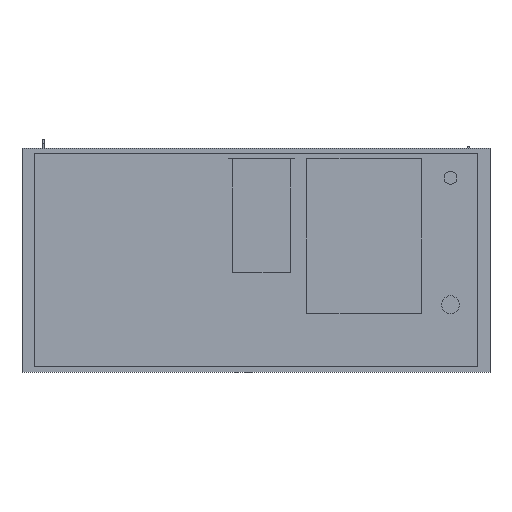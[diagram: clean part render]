
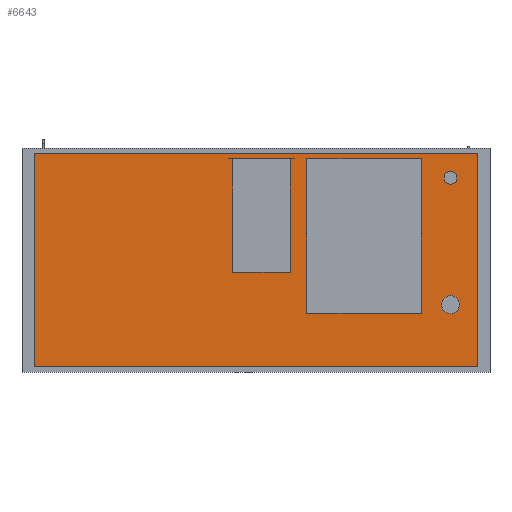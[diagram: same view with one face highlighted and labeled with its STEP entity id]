
A CAD part, front view. The second image highlights one B-rep face of the part: STEP entity #6643.
In plain terms, the highlighted planar face has unit normal (0, -1, 0).
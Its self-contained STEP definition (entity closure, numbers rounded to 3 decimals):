
#108=FACE_BOUND('',#891,.T.);
#109=FACE_BOUND('',#892,.T.);
#129=PLANE('',#7126);
#477=FACE_OUTER_BOUND('',#890,.T.);
#890=EDGE_LOOP('',(#4713,#4714,#4715,#4716));
#891=EDGE_LOOP('',(#4717));
#892=EDGE_LOOP('',(#4718));
#1311=LINE('',#9615,#2129);
#1315=LINE('',#9623,#2133);
#1318=LINE('',#9629,#2136);
#1321=LINE('',#9634,#2139);
#2129=VECTOR('',#7700,10.);
#2133=VECTOR('',#7706,10.);
#2136=VECTOR('',#7711,10.);
#2139=VECTOR('',#7716,10.);
#2934=CIRCLE('',#7110,20.);
#2936=CIRCLE('',#7114,27.5);
#3070=VERTEX_POINT('',#9576);
#3072=VERTEX_POINT('',#9583);
#3081=VERTEX_POINT('',#9613);
#3082=VERTEX_POINT('',#9614);
#3085=VERTEX_POINT('',#9622);
#3087=VERTEX_POINT('',#9628);
#3707=EDGE_CURVE('',#3070,#3070,#2934,.T.);
#3710=EDGE_CURVE('',#3072,#3072,#2936,.T.);
#3723=EDGE_CURVE('',#3081,#3082,#1311,.T.);
#3727=EDGE_CURVE('',#3085,#3081,#1315,.T.);
#3730=EDGE_CURVE('',#3087,#3085,#1318,.T.);
#3733=EDGE_CURVE('',#3082,#3087,#1321,.T.);
#4713=ORIENTED_EDGE('',*,*,#3733,.F.);
#4714=ORIENTED_EDGE('',*,*,#3723,.F.);
#4715=ORIENTED_EDGE('',*,*,#3727,.F.);
#4716=ORIENTED_EDGE('',*,*,#3730,.F.);
#4717=ORIENTED_EDGE('',*,*,#3707,.T.);
#4718=ORIENTED_EDGE('',*,*,#3710,.T.);
#6643=ADVANCED_FACE('',(#477,#108,#109),#129,.F.);
#7110=AXIS2_PLACEMENT_3D('',#9578,#7663,#7664);
#7114=AXIS2_PLACEMENT_3D('',#9585,#7672,#7673);
#7126=AXIS2_PLACEMENT_3D('',#9637,#7720,#7721);
#7663=DIRECTION('center_axis',(0.,1.,0.));
#7664=DIRECTION('ref_axis',(1.,0.,0.));
#7672=DIRECTION('center_axis',(0.,1.,0.));
#7673=DIRECTION('ref_axis',(1.,0.,0.));
#7700=DIRECTION('',(0.,0.,1.));
#7706=DIRECTION('',(-1.,0.,0.));
#7711=DIRECTION('',(0.,0.,-1.));
#7716=DIRECTION('',(1.,0.,0.));
#7720=DIRECTION('center_axis',(0.,1.,0.));
#7721=DIRECTION('ref_axis',(0.,0.,1.));
#9576=CARTESIAN_POINT('',(582.5,0.,255.));
#9578=CARTESIAN_POINT('Origin',(602.5,0.,255.));
#9583=CARTESIAN_POINT('',(575.,0.,-138.));
#9585=CARTESIAN_POINT('Origin',(602.5,0.,-138.));
#9613=CARTESIAN_POINT('',(-687.5,0.,-330.));
#9614=CARTESIAN_POINT('',(-687.5,0.,330.));
#9615=CARTESIAN_POINT('',(-687.5,0.,-330.));
#9622=CARTESIAN_POINT('',(687.5,0.,-330.));
#9623=CARTESIAN_POINT('',(687.5,0.,-330.));
#9628=CARTESIAN_POINT('',(687.5,0.,330.));
#9629=CARTESIAN_POINT('',(687.5,0.,330.));
#9634=CARTESIAN_POINT('',(-687.5,0.,330.));
#9637=CARTESIAN_POINT('Origin',(0.,0.,0.));
